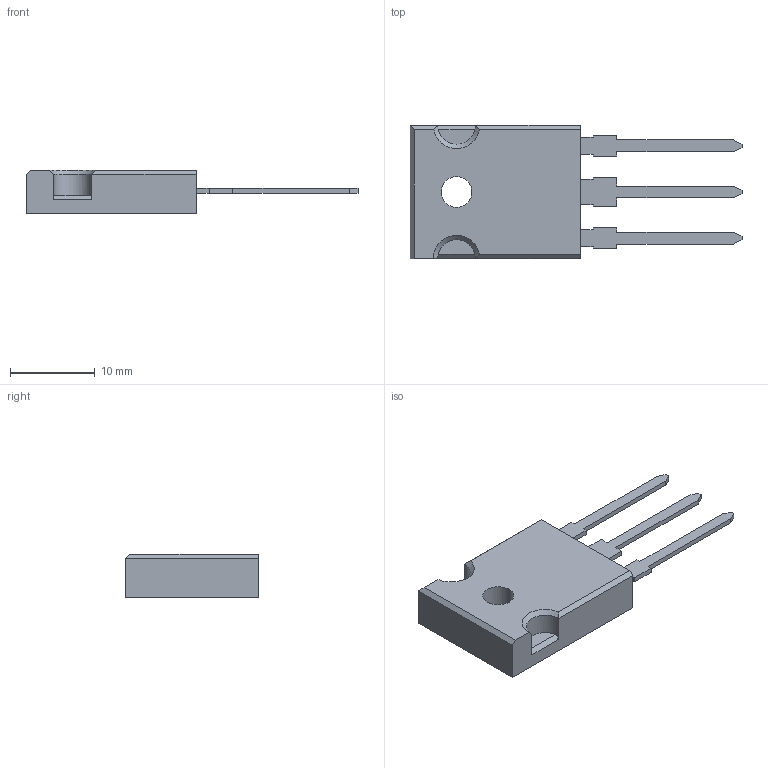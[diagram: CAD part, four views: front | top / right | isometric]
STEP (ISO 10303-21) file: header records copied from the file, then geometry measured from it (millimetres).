
FILE_DESCRIPTION (( 'STEP AP214' ), '1' );
FILE_NAME ('User Library-STTH6003TV_CW-TO-247.STEP', '2011-04-28T23:21:15', ( 'sysAdmin' ), ( 'SolidWorks' ), 'SwSTEP 2.0', 'SolidWorks 2011', '' );
FILE_SCHEMA (( 'AUTOMOTIVE_DESIGN' ));
Length unit declared in the file: millimetre
Products named in the file (1): User Library-STTH6003TV_CW-TO-247
Bounding box: 39.25 x 15.75 x 5.15 mm (x, y, z)
Volume: 1581 mm3; surface area: 1295.4 mm2
Topology: 1 solids, 1 shells, 65 faces, 176 edges, 116 vertices
Faces by surface type: plane 59, cylinder 4, cone 2
Entity records: 2764 total; most frequent: CARTESIAN_POINT 379, ORIENTED_EDGE 352, DIRECTION 311, EDGE_CURVE 176, VECTOR 159, LINE 159, VERTEX_POINT 116, AXIS2_PLACEMENT_3D 76
